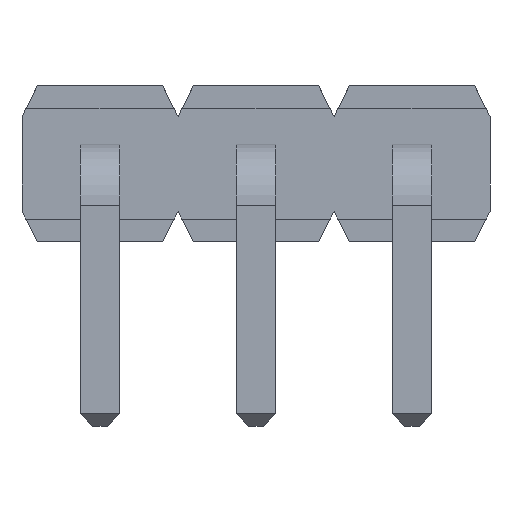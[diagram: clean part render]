
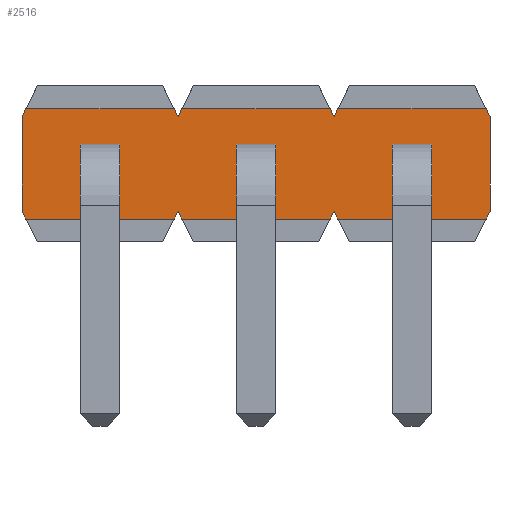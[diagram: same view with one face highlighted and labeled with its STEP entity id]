
A CAD part, left-side view. The second image highlights one B-rep face of the part: STEP entity #2516.
In plain terms, the highlighted face is planar.
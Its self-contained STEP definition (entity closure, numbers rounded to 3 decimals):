
#370=ORIENTED_EDGE('',*,*,#611,.T.);
#371=ORIENTED_EDGE('',*,*,#614,.T.);
#372=ORIENTED_EDGE('',*,*,#622,.T.);
#373=ORIENTED_EDGE('',*,*,#624,.T.);
#374=ORIENTED_EDGE('',*,*,#547,.T.);
#375=ORIENTED_EDGE('',*,*,#550,.T.);
#376=ORIENTED_EDGE('',*,*,#558,.T.);
#377=ORIENTED_EDGE('',*,*,#560,.T.);
#378=ORIENTED_EDGE('',*,*,#717,.T.);
#379=ORIENTED_EDGE('',*,*,#708,.T.);
#380=ORIENTED_EDGE('',*,*,#668,.F.);
#381=ORIENTED_EDGE('',*,*,#722,.T.);
#382=ORIENTED_EDGE('',*,*,#736,.F.);
#383=ORIENTED_EDGE('',*,*,#690,.T.);
#384=ORIENTED_EDGE('',*,*,#666,.T.);
#385=ORIENTED_EDGE('',*,*,#682,.T.);
#386=ORIENTED_EDGE('',*,*,#687,.T.);
#387=ORIENTED_EDGE('',*,*,#656,.T.);
#388=ORIENTED_EDGE('',*,*,#675,.T.);
#389=ORIENTED_EDGE('',*,*,#679,.T.);
#390=ORIENTED_EDGE('',*,*,#662,.T.);
#391=ORIENTED_EDGE('',*,*,#671,.T.);
#392=ORIENTED_EDGE('',*,*,#734,.F.);
#393=ORIENTED_EDGE('',*,*,#695,.T.);
#394=ORIENTED_EDGE('',*,*,#658,.F.);
#395=ORIENTED_EDGE('',*,*,#707,.T.);
#396=ORIENTED_EDGE('',*,*,#700,.T.);
#397=ORIENTED_EDGE('',*,*,#730,.F.);
#398=ORIENTED_EDGE('',*,*,#579,.T.);
#399=ORIENTED_EDGE('',*,*,#582,.T.);
#400=ORIENTED_EDGE('',*,*,#590,.T.);
#401=ORIENTED_EDGE('',*,*,#592,.T.);
#547=EDGE_CURVE('',#800,#799,#959,.T.);
#550=EDGE_CURVE('',#799,#802,#962,.T.);
#558=EDGE_CURVE('',#802,#808,#968,.T.);
#560=EDGE_CURVE('',#808,#800,#970,.T.);
#579=EDGE_CURVE('',#820,#819,#987,.T.);
#582=EDGE_CURVE('',#819,#822,#990,.T.);
#590=EDGE_CURVE('',#822,#828,#996,.T.);
#592=EDGE_CURVE('',#828,#820,#998,.T.);
#611=EDGE_CURVE('',#840,#839,#1015,.T.);
#614=EDGE_CURVE('',#839,#842,#1018,.T.);
#622=EDGE_CURVE('',#842,#848,#1024,.T.);
#624=EDGE_CURVE('',#848,#840,#1026,.T.);
#656=EDGE_CURVE('',#870,#871,#1056,.T.);
#658=EDGE_CURVE('',#872,#873,#1058,.T.);
#662=EDGE_CURVE('',#874,#875,#1062,.T.);
#666=EDGE_CURVE('',#876,#879,#1066,.T.);
#668=EDGE_CURVE('',#881,#882,#1068,.T.);
#671=EDGE_CURVE('',#875,#884,#1071,.T.);
#675=EDGE_CURVE('',#871,#887,#1075,.T.);
#679=EDGE_CURVE('',#887,#874,#1079,.T.);
#682=EDGE_CURVE('',#879,#891,#1082,.T.);
#687=EDGE_CURVE('',#891,#870,#1087,.T.);
#690=EDGE_CURVE('',#896,#876,#1090,.T.);
#695=EDGE_CURVE('',#900,#873,#1095,.T.);
#700=EDGE_CURVE('',#905,#903,#1100,.T.);
#707=EDGE_CURVE('',#872,#905,#1107,.T.);
#708=EDGE_CURVE('',#910,#882,#1108,.T.);
#717=EDGE_CURVE('',#915,#910,#1117,.T.);
#722=EDGE_CURVE('',#881,#921,#1122,.T.);
#730=EDGE_CURVE('',#915,#903,#1130,.T.);
#734=EDGE_CURVE('',#900,#884,#1134,.T.);
#736=EDGE_CURVE('',#896,#921,#1136,.T.);
#799=VERTEX_POINT('',#3138);
#800=VERTEX_POINT('',#3140);
#802=VERTEX_POINT('',#3146);
#808=VERTEX_POINT('',#3160);
#819=VERTEX_POINT('',#3203);
#820=VERTEX_POINT('',#3205);
#822=VERTEX_POINT('',#3211);
#828=VERTEX_POINT('',#3225);
#839=VERTEX_POINT('',#3268);
#840=VERTEX_POINT('',#3270);
#842=VERTEX_POINT('',#3276);
#848=VERTEX_POINT('',#3290);
#870=VERTEX_POINT('',#3359);
#871=VERTEX_POINT('',#3361);
#872=VERTEX_POINT('',#3365);
#873=VERTEX_POINT('',#3367);
#874=VERTEX_POINT('',#3371);
#875=VERTEX_POINT('',#3373);
#876=VERTEX_POINT('',#3377);
#879=VERTEX_POINT('',#3382);
#881=VERTEX_POINT('',#3387);
#882=VERTEX_POINT('',#3389);
#884=VERTEX_POINT('',#3395);
#887=VERTEX_POINT('',#3403);
#891=VERTEX_POINT('',#3416);
#896=VERTEX_POINT('',#3431);
#900=VERTEX_POINT('',#3441);
#903=VERTEX_POINT('',#3449);
#905=VERTEX_POINT('',#3452);
#910=VERTEX_POINT('',#3467);
#915=VERTEX_POINT('',#3478);
#921=VERTEX_POINT('',#3493);
#959=LINE('',#3139,#1199);
#962=LINE('',#3145,#1202);
#968=LINE('',#3162,#1208);
#970=LINE('',#3165,#1210);
#987=LINE('',#3204,#1227);
#990=LINE('',#3210,#1230);
#996=LINE('',#3227,#1236);
#998=LINE('',#3230,#1238);
#1015=LINE('',#3269,#1255);
#1018=LINE('',#3275,#1258);
#1024=LINE('',#3292,#1264);
#1026=LINE('',#3295,#1266);
#1056=LINE('',#3362,#1296);
#1058=LINE('',#3366,#1298);
#1062=LINE('',#3374,#1302);
#1066=LINE('',#3383,#1306);
#1068=LINE('',#3388,#1308);
#1071=LINE('',#3394,#1311);
#1075=LINE('',#3402,#1315);
#1079=LINE('',#3410,#1319);
#1082=LINE('',#3415,#1322);
#1087=LINE('',#3425,#1327);
#1090=LINE('',#3430,#1330);
#1095=LINE('',#3440,#1335);
#1100=LINE('',#3451,#1340);
#1107=LINE('',#3464,#1347);
#1108=LINE('',#3466,#1348);
#1117=LINE('',#3484,#1357);
#1122=LINE('',#3494,#1362);
#1130=LINE('',#3508,#1370);
#1134=LINE('',#3517,#1374);
#1136=LINE('',#3520,#1376);
#1199=VECTOR('',#2671,1000.);
#1202=VECTOR('',#2676,1000.);
#1208=VECTOR('',#2688,1000.);
#1210=VECTOR('',#2692,1000.);
#1227=VECTOR('',#2733,1000.);
#1230=VECTOR('',#2738,1000.);
#1236=VECTOR('',#2750,1000.);
#1238=VECTOR('',#2754,1000.);
#1255=VECTOR('',#2795,1000.);
#1258=VECTOR('',#2800,1000.);
#1264=VECTOR('',#2812,1000.);
#1266=VECTOR('',#2816,1000.);
#1296=VECTOR('',#2876,1000.);
#1298=VECTOR('',#2880,1000.);
#1302=VECTOR('',#2886,1000.);
#1306=VECTOR('',#2892,1000.);
#1308=VECTOR('',#2896,1000.);
#1311=VECTOR('',#2901,1000.);
#1315=VECTOR('',#2907,1000.);
#1319=VECTOR('',#2913,1000.);
#1322=VECTOR('',#2918,1000.);
#1327=VECTOR('',#2925,1000.);
#1330=VECTOR('',#2930,1000.);
#1335=VECTOR('',#2937,1000.);
#1340=VECTOR('',#2944,1000.);
#1347=VECTOR('',#2953,1000.);
#1348=VECTOR('',#2956,1000.);
#1357=VECTOR('',#2967,1000.);
#1362=VECTOR('',#2974,1000.);
#1370=VECTOR('',#2994,1000.);
#1374=VECTOR('',#3008,1000.);
#1376=VECTOR('',#3012,1000.);
#1508=EDGE_LOOP('',(#370,#371,#372,#373));
#1509=EDGE_LOOP('',(#374,#375,#376,#377));
#1510=EDGE_LOOP('',(#378,#379,#380,#381,#382,#383,#384,#385,#386,#387,#388,
#389,#390,#391,#392,#393,#394,#395,#396,#397));
#1511=EDGE_LOOP('',(#398,#399,#400,#401));
#1614=FACE_BOUND('',#1508,.T.);
#1615=FACE_BOUND('',#1509,.T.);
#1616=FACE_BOUND('',#1510,.T.);
#1617=FACE_BOUND('',#1511,.T.);
#1714=PLANE('',#2635);
#2516=ADVANCED_FACE('',(#1614,#1615,#1616,#1617),#1714,.T.);
#2635=AXIS2_PLACEMENT_3D('',#3519,#3010,#3011);
#2671=DIRECTION('',(-1.,0.,0.));
#2676=DIRECTION('',(0.,-1.,0.));
#2688=DIRECTION('',(1.,0.,0.));
#2692=DIRECTION('',(0.,1.,0.));
#2733=DIRECTION('',(-1.,0.,0.));
#2738=DIRECTION('',(0.,-1.,0.));
#2750=DIRECTION('',(1.,0.,0.));
#2754=DIRECTION('',(0.,1.,0.));
#2795=DIRECTION('',(-1.,0.,0.));
#2800=DIRECTION('',(0.,-1.,0.));
#2812=DIRECTION('',(1.,0.,0.));
#2816=DIRECTION('',(0.,1.,0.));
#2876=DIRECTION('',(1.,0.,0.));
#2880=DIRECTION('',(1.,0.,0.));
#2886=DIRECTION('',(1.,0.,0.));
#2892=DIRECTION('',(1.,0.,0.));
#2896=DIRECTION('',(1.,0.,0.));
#2901=DIRECTION('',(0.447,-0.894,0.));
#2907=DIRECTION('',(0.447,-0.894,0.));
#2913=DIRECTION('',(0.447,0.894,0.));
#2918=DIRECTION('',(0.447,-0.894,0.));
#2925=DIRECTION('',(0.447,0.894,0.));
#2930=DIRECTION('',(0.447,0.894,0.));
#2937=DIRECTION('',(-0.447,-0.894,0.));
#2944=DIRECTION('',(-0.447,-0.894,0.));
#2953=DIRECTION('',(-0.447,0.894,0.));
#2956=DIRECTION('',(-0.447,-0.894,0.));
#2967=DIRECTION('',(-0.447,0.894,0.));
#2974=DIRECTION('',(-0.447,0.894,0.));
#2994=DIRECTION('',(1.,0.,0.));
#3008=DIRECTION('',(0.,1.,0.));
#3010=DIRECTION('',(0.,0.,-1.));
#3011=DIRECTION('',(0.,1.,0.));
#3012=DIRECTION('',(0.,-1.,0.));
#3138=CARTESIAN_POINT('',(-2.86,0.32,-0.77));
#3139=CARTESIAN_POINT('',(-4.614,0.32,-0.77));
#3140=CARTESIAN_POINT('',(-2.22,0.32,-0.77));
#3145=CARTESIAN_POINT('',(-2.86,-0.9,-0.77));
#3146=CARTESIAN_POINT('',(-2.86,-0.32,-0.77));
#3160=CARTESIAN_POINT('',(-2.22,-0.32,-0.77));
#3162=CARTESIAN_POINT('',(-4.614,-0.32,-0.77));
#3165=CARTESIAN_POINT('',(-2.22,-0.9,-0.77));
#3203=CARTESIAN_POINT('',(-0.32,0.32,-0.77));
#3204=CARTESIAN_POINT('',(-4.614,0.32,-0.77));
#3205=CARTESIAN_POINT('',(0.32,0.32,-0.77));
#3210=CARTESIAN_POINT('',(-0.32,-0.9,-0.77));
#3211=CARTESIAN_POINT('',(-0.32,-0.32,-0.77));
#3225=CARTESIAN_POINT('',(0.32,-0.32,-0.77));
#3227=CARTESIAN_POINT('',(-4.614,-0.32,-0.77));
#3230=CARTESIAN_POINT('',(0.32,-0.9,-0.77));
#3268=CARTESIAN_POINT('',(2.22,0.32,-0.77));
#3269=CARTESIAN_POINT('',(-4.614,0.32,-0.77));
#3270=CARTESIAN_POINT('',(2.86,0.32,-0.77));
#3275=CARTESIAN_POINT('',(2.22,-0.9,-0.77));
#3276=CARTESIAN_POINT('',(2.22,-0.32,-0.77));
#3290=CARTESIAN_POINT('',(2.86,-0.32,-0.77));
#3292=CARTESIAN_POINT('',(-4.614,-0.32,-0.77));
#3295=CARTESIAN_POINT('',(2.86,-0.9,-0.77));
#3359=CARTESIAN_POINT('',(-1.205,0.9,-0.77));
#3361=CARTESIAN_POINT('',(1.205,0.9,-0.77));
#3362=CARTESIAN_POINT('',(-4.614,0.9,-0.77));
#3365=CARTESIAN_POINT('',(1.335,-0.9,-0.77));
#3366=CARTESIAN_POINT('',(-4.614,-0.9,-0.77));
#3367=CARTESIAN_POINT('',(3.745,-0.9,-0.77));
#3371=CARTESIAN_POINT('',(1.335,0.9,-0.77));
#3373=CARTESIAN_POINT('',(3.745,0.9,-0.77));
#3374=CARTESIAN_POINT('',(-4.614,0.9,-0.77));
#3377=CARTESIAN_POINT('',(-3.745,0.9,-0.77));
#3382=CARTESIAN_POINT('',(-1.335,0.9,-0.77));
#3383=CARTESIAN_POINT('',(-4.614,0.9,-0.77));
#3387=CARTESIAN_POINT('',(-3.745,-0.9,-0.77));
#3388=CARTESIAN_POINT('',(-4.614,-0.9,-0.77));
#3389=CARTESIAN_POINT('',(-1.335,-0.9,-0.77));
#3394=CARTESIAN_POINT('',(3.56,1.27,-0.77));
#3395=CARTESIAN_POINT('',(3.81,0.77,-0.77));
#3402=CARTESIAN_POINT('',(1.02,1.27,-0.77));
#3403=CARTESIAN_POINT('',(1.27,0.77,-0.77));
#3410=CARTESIAN_POINT('',(1.27,0.77,-0.77));
#3415=CARTESIAN_POINT('',(-1.52,1.27,-0.77));
#3416=CARTESIAN_POINT('',(-1.27,0.77,-0.77));
#3425=CARTESIAN_POINT('',(-1.27,0.77,-0.77));
#3430=CARTESIAN_POINT('',(-3.81,0.77,-0.77));
#3431=CARTESIAN_POINT('',(-3.81,0.77,-0.77));
#3440=CARTESIAN_POINT('',(3.81,-0.77,-0.77));
#3441=CARTESIAN_POINT('',(3.81,-0.77,-0.77));
#3449=CARTESIAN_POINT('',(1.205,-0.9,-0.77));
#3451=CARTESIAN_POINT('',(1.27,-0.77,-0.77));
#3452=CARTESIAN_POINT('',(1.27,-0.77,-0.77));
#3464=CARTESIAN_POINT('',(1.52,-1.27,-0.77));
#3466=CARTESIAN_POINT('',(-1.27,-0.77,-0.77));
#3467=CARTESIAN_POINT('',(-1.27,-0.77,-0.77));
#3478=CARTESIAN_POINT('',(-1.205,-0.9,-0.77));
#3484=CARTESIAN_POINT('',(-1.02,-1.27,-0.77));
#3493=CARTESIAN_POINT('',(-3.81,-0.77,-0.77));
#3494=CARTESIAN_POINT('',(-3.56,-1.27,-0.77));
#3508=CARTESIAN_POINT('',(-4.614,-0.9,-0.77));
#3517=CARTESIAN_POINT('',(3.81,-0.9,-0.77));
#3519=CARTESIAN_POINT('',(-4.614,-0.9,-0.77));
#3520=CARTESIAN_POINT('',(-3.81,-1.27,-0.77));
